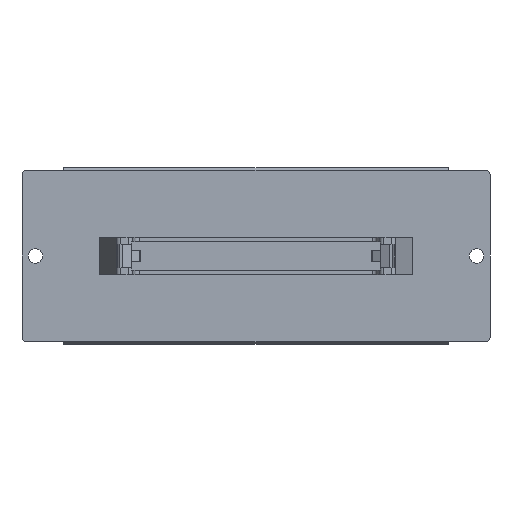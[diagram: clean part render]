
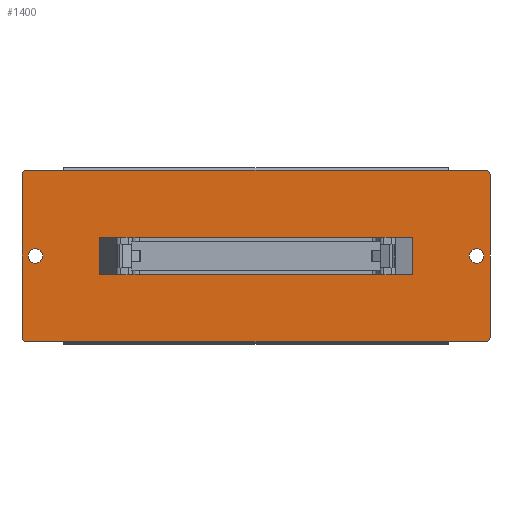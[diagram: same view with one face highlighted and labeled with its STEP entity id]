
A CAD part, front view. The second image highlights one B-rep face of the part: STEP entity #1400.
In plain terms, the highlighted planar face has unit normal (0, -1, 0).
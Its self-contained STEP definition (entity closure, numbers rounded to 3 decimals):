
#10=CARTESIAN_POINT('',(37.623,-6.431,2.5));
#20=DIRECTION('',(0.,-1.,-0.));
#30=DIRECTION('',(-1.,0.,0.));
#40=AXIS2_PLACEMENT_3D('',#10,#20,#30);
#50=PLANE('',#40);
#60=CARTESIAN_POINT('',(16.896,-6.431,
-5.35));
#70=DIRECTION('',(-1.,0.,0.));
#80=VECTOR('',#70,1.);
#90=LINE('',#60,#80);
#100=CARTESIAN_POINT('',(22.773,-6.431,
-5.35));
#110=VERTEX_POINT('',#100);
#120=CARTESIAN_POINT('',(14.473,-6.431,
-5.35));
#130=VERTEX_POINT('',#120);
#140=EDGE_CURVE('',#110,#130,#90,.T.);
#150=ORIENTED_EDGE('',*,*,#140,.F.);
#160=CARTESIAN_POINT('',(14.473,-6.431,2.5));
#170=DIRECTION('',(0.,0.,-1.));
#180=VECTOR('',#170,1.);
#190=LINE('',#160,#180);
#200=CARTESIAN_POINT('',(14.473,-6.431,-74.65));
#210=VERTEX_POINT('',#200);
#220=EDGE_CURVE('',#130,#210,#190,.T.);
#230=ORIENTED_EDGE('',*,*,#220,.F.);
#240=CARTESIAN_POINT('',(16.896,-6.431,-74.65));
#250=DIRECTION('',(1.,0.,0.));
#260=VECTOR('',#250,1.);
#270=LINE('',#240,#260);
#280=CARTESIAN_POINT('',(22.773,-6.431,-74.65));
#290=VERTEX_POINT('',#280);
#300=EDGE_CURVE('',#210,#290,#270,.T.);
#310=ORIENTED_EDGE('',*,*,#300,.F.);
#320=CARTESIAN_POINT('',(22.773,-6.431,2.5));
#330=DIRECTION('',(0.,0.,1.));
#340=VECTOR('',#330,1.);
#350=LINE('',#320,#340);
#360=EDGE_CURVE('',#290,#110,#350,.T.);
#370=ORIENTED_EDGE('',*,*,#360,.F.);
#380=EDGE_LOOP('',(#370,#310,#230,#150));
#390=FACE_BOUND('',#380,.T.);
#400=CARTESIAN_POINT('',(18.623,-6.431,-88.75));
#410=DIRECTION('',(0.,1.,0.));
#420=DIRECTION('',(0.,0.,-1.));
#430=AXIS2_PLACEMENT_3D('',#400,#410,#420);
#440=CIRCLE('',#430,1.6);
#450=CARTESIAN_POINT('',(18.623,-6.431,-90.35));
#460=VERTEX_POINT('',#450);
#470=CARTESIAN_POINT('',(18.623,-6.431,-87.15));
#480=VERTEX_POINT('',#470);
#490=EDGE_CURVE('',#460,#480,#440,.T.);
#500=ORIENTED_EDGE('',*,*,#490,.T.);
#510=EDGE_CURVE('',#480,#460,#440,.T.);
#520=ORIENTED_EDGE('',*,*,#510,.T.);
#530=EDGE_LOOP('',(#520,#500));
#540=FACE_BOUND('',#530,.T.);
#550=CARTESIAN_POINT('',(18.623,-6.431,
8.75));
#560=DIRECTION('',(0.,1.,0.));
#570=DIRECTION('',(0.,0.,-1.));
#580=AXIS2_PLACEMENT_3D('',#550,#560,#570);
#590=CIRCLE('',#580,1.6);
#600=CARTESIAN_POINT('',(18.623,-6.431,
7.15));
#610=VERTEX_POINT('',#600);
#620=CARTESIAN_POINT('',(18.623,-6.431,10.35));
#630=VERTEX_POINT('',#620);
#640=EDGE_CURVE('',#610,#630,#590,.T.);
#650=ORIENTED_EDGE('',*,*,#640,.T.);
#660=EDGE_CURVE('',#630,#610,#590,.T.);
#670=ORIENTED_EDGE('',*,*,#660,.T.);
#680=EDGE_LOOP('',(#670,#650));
#690=FACE_BOUND('',#680,.T.);
#700=CARTESIAN_POINT('',(36.623,-6.431,10.7));
#710=DIRECTION('',(0.,-1.,0.));
#720=DIRECTION('',(-1.,0.,0.));
#730=AXIS2_PLACEMENT_3D('',#700,#710,#720);
#740=CIRCLE('',#730,1.);
#750=CARTESIAN_POINT('',(37.623,-6.431,10.7));
#760=VERTEX_POINT('',#750);
#770=CARTESIAN_POINT('',(36.623,-6.431,11.7));
#780=VERTEX_POINT('',#770);
#790=EDGE_CURVE('',#760,#780,#740,.T.);
#800=ORIENTED_EDGE('',*,*,#790,.T.);
#810=CARTESIAN_POINT('',(37.623,-6.431,2.5));
#820=DIRECTION('',(0.,0.,1.));
#830=VECTOR('',#820,1.);
#840=LINE('',#810,#830);
#850=CARTESIAN_POINT('',(37.623,-6.431,-90.7));
#860=VERTEX_POINT('',#850);
#870=EDGE_CURVE('',#860,#760,#840,.T.);
#880=ORIENTED_EDGE('',*,*,#870,.T.);
#890=CARTESIAN_POINT('',(36.623,-6.431,-90.7));
#900=DIRECTION('',(0.,1.,0.));
#910=DIRECTION('',(1.,0.,0.));
#920=AXIS2_PLACEMENT_3D('',#890,#900,#910);
#930=CIRCLE('',#920,1.);
#940=CARTESIAN_POINT('',(36.623,-6.431,-91.7));
#950=VERTEX_POINT('',#940);
#960=EDGE_CURVE('',#860,#950,#930,.T.);
#970=ORIENTED_EDGE('',*,*,#960,.F.);
#980=CARTESIAN_POINT('',(16.896,-6.431,-91.7));
#990=DIRECTION('',(-1.,0.,0.));
#1000=VECTOR('',#990,1.);
#1010=LINE('',#980,#1000);
#1020=CARTESIAN_POINT('',(0.623,-6.431,-91.7));
#1030=VERTEX_POINT('',#1020);
#1040=EDGE_CURVE('',#950,#1030,#1010,.T.);
#1050=ORIENTED_EDGE('',*,*,#1040,.F.);
#1060=CARTESIAN_POINT('',(0.623,-6.431,-90.7));
#1070=DIRECTION('',(0.,-1.,0.));
#1080=DIRECTION('',(-1.,0.,0.));
#1090=AXIS2_PLACEMENT_3D('',#1060,#1070,#1080);
#1100=CIRCLE('',#1090,1.);
#1110=CARTESIAN_POINT('',(-0.377,-6.431,-90.7));
#1120=VERTEX_POINT('',#1110);
#1130=EDGE_CURVE('',#1120,#1030,#1100,.T.);
#1140=ORIENTED_EDGE('',*,*,#1130,.T.);
#1150=CARTESIAN_POINT('',(-0.377,-6.431,2.5));
#1160=DIRECTION('',(0.,0.,1.));
#1170=VECTOR('',#1160,1.);
#1180=LINE('',#1150,#1170);
#1190=CARTESIAN_POINT('',(-0.377,-6.431,10.7));
#1200=VERTEX_POINT('',#1190);
#1210=EDGE_CURVE('',#1120,#1200,#1180,.T.);
#1220=ORIENTED_EDGE('',*,*,#1210,.F.);
#1230=CARTESIAN_POINT('',(0.623,-6.431,10.7));
#1240=DIRECTION('',(0.,1.,0.));
#1250=DIRECTION('',(1.,0.,0.));
#1260=AXIS2_PLACEMENT_3D('',#1230,#1240,#1250);
#1270=CIRCLE('',#1260,1.);
#1280=CARTESIAN_POINT('',(0.623,-6.431,11.7));
#1290=VERTEX_POINT('',#1280);
#1300=EDGE_CURVE('',#1200,#1290,#1270,.T.);
#1310=ORIENTED_EDGE('',*,*,#1300,.F.);
#1320=CARTESIAN_POINT('',(16.896,-6.431,11.7));
#1330=DIRECTION('',(1.,0.,0.));
#1340=VECTOR('',#1330,1.);
#1350=LINE('',#1320,#1340);
#1360=EDGE_CURVE('',#1290,#780,#1350,.T.);
#1370=ORIENTED_EDGE('',*,*,#1360,.F.);
#1380=EDGE_LOOP('',(#1370,#1310,#1220,#1140,#1050,#970,#880,#800));
#1390=FACE_OUTER_BOUND('',#1380,.T.);
#1400=ADVANCED_FACE('',(#390,#540,#690,#1390),#50,.T.);
